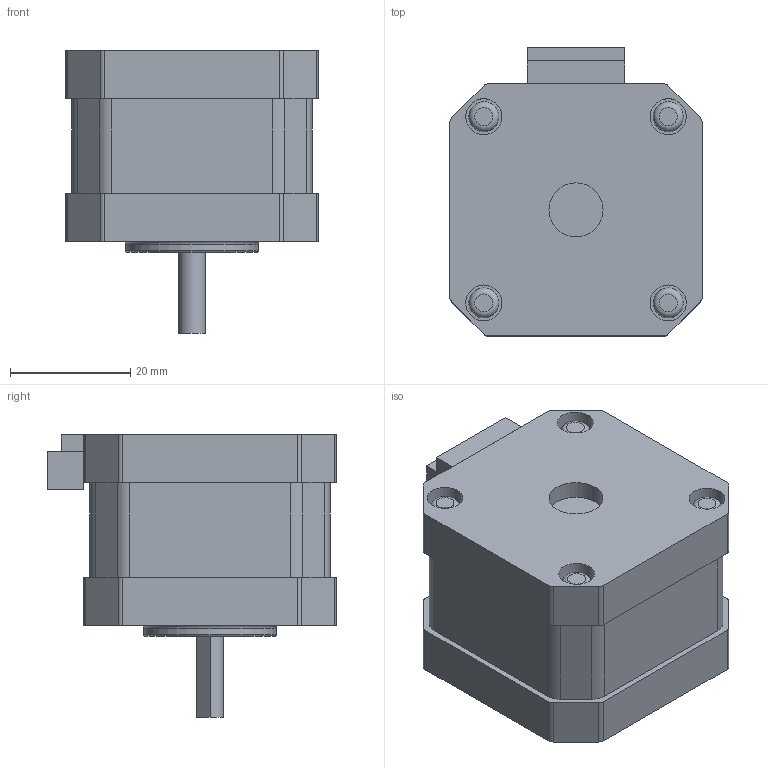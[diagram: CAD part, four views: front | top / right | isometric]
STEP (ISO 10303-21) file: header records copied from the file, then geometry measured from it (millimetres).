
FILE_DESCRIPTION(/* description */ (''),/* implementation_level */ '2;1');
FILE_NAME(/* name */ 'nema17_model.step',/* time_stamp */ '2022-01-11T15:42:35-05:00',/* author */ (''),/* organization */ (''),/* preprocessor_version */ 'ST-DEVELOPER v18.1',/* originating_system */ 'Autodesk Translation Framework v10.10.0.1391',/* authorisation */ '');
FILE_SCHEMA (('AUTOMOTIVE_DESIGN { 1 0 10303 214 3 1 1 }'));
Length unit declared in the file: millimetre
Products named in the file (1): nema17 v1 (1)
Bounding box: 42 x 48 x 47 mm (x, y, z)
Volume: 50394 mm3; surface area: 15343.2 mm2
Topology: 8 solids, 8 shells, 137 faces, 326 edges, 216 vertices
Faces by surface type: plane 80, cylinder 51, torus 6
Full cylindrical faces by diameter (mm): 0.4 x6, 3 x8, 5 x4, 6 x4, 9 x3, 22 x1
Entity records: 4163 total; most frequent: DIRECTION 722, CARTESIAN_POINT 680, ORIENTED_EDGE 652, EDGE_CURVE 326, AXIS2_PLACEMENT_3D 258, VERTEX_POINT 216, LINE 206, VECTOR 206
